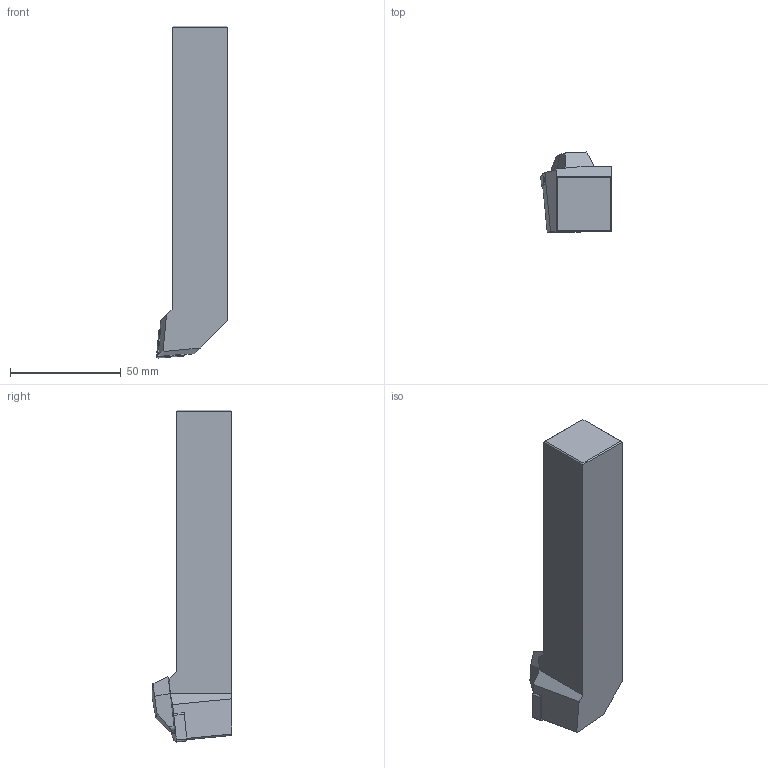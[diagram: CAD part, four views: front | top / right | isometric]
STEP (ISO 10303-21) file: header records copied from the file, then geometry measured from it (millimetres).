
FILE_DESCRIPTION((''),'2;1');
FILE_NAME('70508625_ASM','2018-08-20T13:28:46',('piechottad'),(''),'CREO PARAMETRIC BY PTC INC, 2017380','CREO PARAMETRIC BY PTC INC, 2017380','');
FILE_SCHEMA(('AUTOMOTIVE_DESIGN { 1 0 10303 214 1 1 1 1 }'));
Length unit declared in the file: millimetre
Products named in the file (3): 70508625NC; 70508625C; 70508625_ASM
Assembly tree (2 placements, depth 2):
  70508625_ASM
    70508625NC
    70508625C
Bounding box: 31.96 x 36.11 x 149.97 mm (x, y, z)
Volume: 94956.9 mm3; surface area: 17166.9 mm2
Topology: 2 solids, 2 shells, 47 faces, 128 edges, 86 vertices
Faces by surface type: plane 36, cylinder 6, cone 3, torus 2
Entity records: 3209 total; most frequent: DIRECTION 330, CARTESIAN_POINT 329, ORIENTED_EDGE 234, PRESENTATION_STYLE_ASSIGNMENT 172, STYLED_ITEM 172, CURVE_STYLE 169, PROPERTY_DEFINITION 163, REPRESENTATION 161
